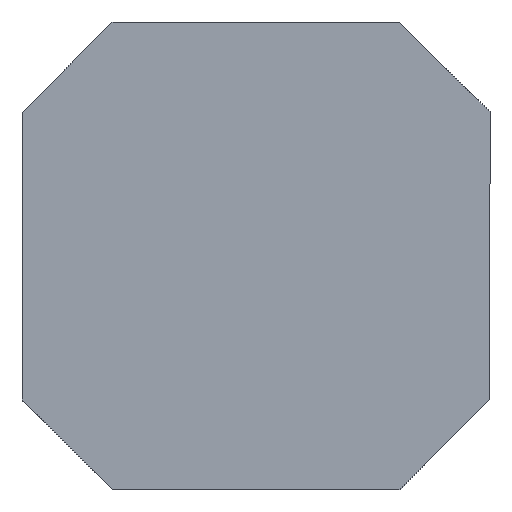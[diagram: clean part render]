
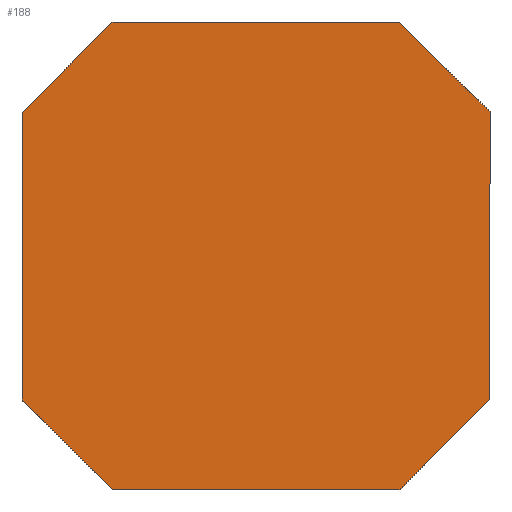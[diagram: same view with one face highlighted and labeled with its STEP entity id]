
A CAD part, front view. The second image highlights one B-rep face of the part: STEP entity #188.
In plain terms, the highlighted planar face has unit normal (0, -1, 0).
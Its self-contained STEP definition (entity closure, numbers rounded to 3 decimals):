
#20 = CARTESIAN_POINT ( 'NONE',  ( 2.6, 0., -1.6 ) ) ;
#31 = DIRECTION ( 'NONE',  ( 0.707, 0., 0.707 ) ) ;
#37 = CARTESIAN_POINT ( 'NONE',  ( -1.6, 0., 2.6 ) ) ;
#39 = VECTOR ( 'NONE', #31, 1000. ) ;
#77 = LINE ( 'NONE', #463, #654 ) ;
#78 = EDGE_CURVE ( 'NONE', #718, #382, #624, .T. ) ;
#114 = CARTESIAN_POINT ( 'NONE',  ( -1.6, 0., 2.6 ) ) ;
#141 = DIRECTION ( 'NONE',  ( 0., 1., 0. ) ) ;
#151 = AXIS2_PLACEMENT_3D ( 'NONE', #519, #141, #458 ) ;
#154 = ORIENTED_EDGE ( 'NONE', *, *, #78, .T. ) ;
#156 = ORIENTED_EDGE ( 'NONE', *, *, #567, .F. ) ;
#159 = CARTESIAN_POINT ( 'NONE',  ( -2.6, 0., -1.6 ) ) ;
#178 = VECTOR ( 'NONE', #678, 1000. ) ;
#184 = CARTESIAN_POINT ( 'NONE',  ( -2.6, 0., -2.6 ) ) ;
#188 = ADVANCED_FACE ( 'NONE', ( #689 ), #566, .F. ) ;
#202 = CARTESIAN_POINT ( 'NONE',  ( 2.6, 0., -2.6 ) ) ;
#208 = VECTOR ( 'NONE', #705, 1000. ) ;
#211 = LINE ( 'NONE', #202, #695 ) ;
#221 = CARTESIAN_POINT ( 'NONE',  ( -2.6, 0., -1.6 ) ) ;
#233 = DIRECTION ( 'NONE',  ( -0.707, 0., -0.707 ) ) ;
#246 = EDGE_CURVE ( 'NONE', #718, #356, #350, .T. ) ;
#248 = VERTEX_POINT ( 'NONE', #20 ) ;
#253 = ORIENTED_EDGE ( 'NONE', *, *, #685, .T. ) ;
#260 = ORIENTED_EDGE ( 'NONE', *, *, #315, .T. ) ;
#263 = CARTESIAN_POINT ( 'NONE',  ( 2.6, 0., 1.6 ) ) ;
#278 = ORIENTED_EDGE ( 'NONE', *, *, #650, .F. ) ;
#296 = DIRECTION ( 'NONE',  ( -1., 0., 0. ) ) ;
#301 = CARTESIAN_POINT ( 'NONE',  ( -2.6, 0., 2.6 ) ) ;
#306 = LINE ( 'NONE', #184, #327 ) ;
#315 = EDGE_CURVE ( 'NONE', #455, #601, #364, .T. ) ;
#327 = VECTOR ( 'NONE', #507, 1000. ) ;
#334 = EDGE_CURVE ( 'NONE', #564, #248, #541, .T. ) ;
#350 = LINE ( 'NONE', #301, #488 ) ;
#356 = VERTEX_POINT ( 'NONE', #714 ) ;
#357 = LINE ( 'NONE', #523, #178 ) ;
#364 = LINE ( 'NONE', #159, #208 ) ;
#373 = VERTEX_POINT ( 'NONE', #263 ) ;
#375 = ORIENTED_EDGE ( 'NONE', *, *, #246, .F. ) ;
#382 = VERTEX_POINT ( 'NONE', #594 ) ;
#390 = VECTOR ( 'NONE', #233, 1000. ) ;
#402 = EDGE_LOOP ( 'NONE', ( #156, #260, #278, #615, #426, #253, #375, #154 ) ) ;
#403 = CARTESIAN_POINT ( 'NONE',  ( 1.6, 0., -2.6 ) ) ;
#407 = EDGE_CURVE ( 'NONE', #373, #248, #211, .T. ) ;
#424 = DIRECTION ( 'NONE',  ( 0., 0., -1. ) ) ;
#426 = ORIENTED_EDGE ( 'NONE', *, *, #407, .F. ) ;
#455 = VERTEX_POINT ( 'NONE', #221 ) ;
#458 = DIRECTION ( 'NONE',  ( 0., 0., 1. ) ) ;
#463 = CARTESIAN_POINT ( 'NONE',  ( -2.6, 0., -2.6 ) ) ;
#488 = VECTOR ( 'NONE', #517, 1000. ) ;
#507 = DIRECTION ( 'NONE',  ( 0., 0., 1. ) ) ;
#512 = CARTESIAN_POINT ( 'NONE',  ( -1.6, 0., -2.6 ) ) ;
#517 = DIRECTION ( 'NONE',  ( 1., 0., 0. ) ) ;
#519 = CARTESIAN_POINT ( 'NONE',  ( 0., 0., 0. ) ) ;
#523 = CARTESIAN_POINT ( 'NONE',  ( 2.6, 0., 1.6 ) ) ;
#541 = LINE ( 'NONE', #580, #39 ) ;
#564 = VERTEX_POINT ( 'NONE', #403 ) ;
#566 = PLANE ( 'NONE',  #151 ) ;
#567 = EDGE_CURVE ( 'NONE', #455, #382, #306, .T. ) ;
#580 = CARTESIAN_POINT ( 'NONE',  ( 1.6, 0., -2.6 ) ) ;
#594 = CARTESIAN_POINT ( 'NONE',  ( -2.6, 0., 1.6 ) ) ;
#601 = VERTEX_POINT ( 'NONE', #512 ) ;
#615 = ORIENTED_EDGE ( 'NONE', *, *, #334, .T. ) ;
#624 = LINE ( 'NONE', #114, #390 ) ;
#650 = EDGE_CURVE ( 'NONE', #564, #601, #77, .T. ) ;
#654 = VECTOR ( 'NONE', #296, 1000. ) ;
#678 = DIRECTION ( 'NONE',  ( -0.707, 0., 0.707 ) ) ;
#685 = EDGE_CURVE ( 'NONE', #373, #356, #357, .T. ) ;
#689 = FACE_OUTER_BOUND ( 'NONE', #402, .T. ) ;
#695 = VECTOR ( 'NONE', #424, 1000. ) ;
#705 = DIRECTION ( 'NONE',  ( 0.707, 0., -0.707 ) ) ;
#714 = CARTESIAN_POINT ( 'NONE',  ( 1.6, 0., 2.6 ) ) ;
#718 = VERTEX_POINT ( 'NONE', #37 ) ;
